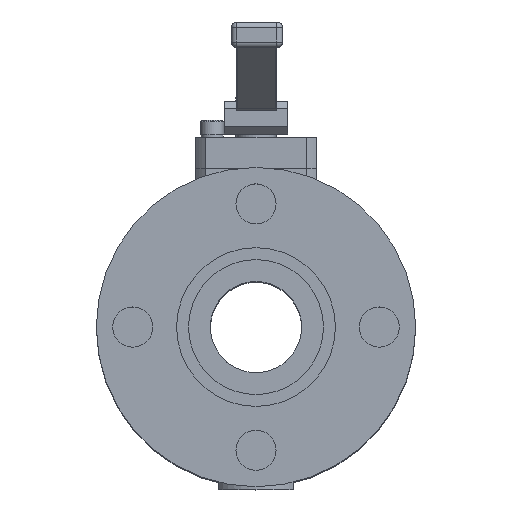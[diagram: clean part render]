
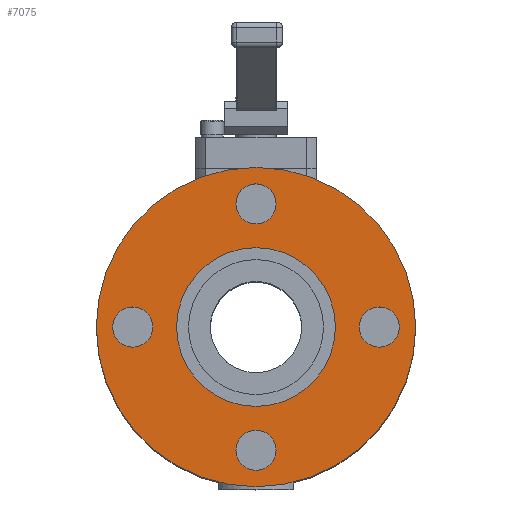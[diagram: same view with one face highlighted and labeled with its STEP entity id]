
A CAD part, top view. The second image highlights one B-rep face of the part: STEP entity #7075.
In plain terms, the highlighted face is planar.
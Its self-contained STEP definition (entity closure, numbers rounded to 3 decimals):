
#7075=ADVANCED_FACE('',(#12200,#12202,#12204,#12206,#12208,#12210),#12212,.F.);
#12200=FACE_BOUND('',#12201,.T.);
#12201=EDGE_LOOP('',(#14664));
#12202=FACE_BOUND('',#12203,.T.);
#12203=EDGE_LOOP('',(#14665));
#12204=FACE_BOUND('',#12205,.T.);
#12205=EDGE_LOOP('',(#14666));
#12206=FACE_BOUND('',#12207,.T.);
#12207=EDGE_LOOP('',(#14667));
#12208=FACE_BOUND('',#12209,.T.);
#12209=EDGE_LOOP('',(#14668));
#12210=FACE_BOUND('',#12211,.T.);
#12211=EDGE_LOOP('',(#14669));
#12212=PLANE('',#12213);
#12213=AXIS2_PLACEMENT_3D('',#12214,#12215,#12216);
#12214=CARTESIAN_POINT('',(21.5,0.,0.));
#12215=DIRECTION('',(-1.,-0.,-0.));
#12216=DIRECTION('',(0.,1.,0.));
#14664=ORIENTED_EDGE('',*,*,#15896,.T.);
#14665=ORIENTED_EDGE('',*,*,#15897,.T.);
#14666=ORIENTED_EDGE('',*,*,#15898,.T.);
#14667=ORIENTED_EDGE('',*,*,#15899,.T.);
#14668=ORIENTED_EDGE('',*,*,#15900,.T.);
#14669=ORIENTED_EDGE('',*,*,#15901,.F.);
#15896=EDGE_CURVE('',#17268,#17268,#17269,.T.);
#15897=EDGE_CURVE('',#17270,#17270,#17271,.F.);
#15898=EDGE_CURVE('',#17272,#17272,#17273,.F.);
#15899=EDGE_CURVE('',#17274,#17274,#17275,.F.);
#15900=EDGE_CURVE('',#17276,#17276,#17277,.F.);
#15901=EDGE_CURVE('',#17278,#17278,#17279,.T.);
#17268=VERTEX_POINT('',#22235);
#17269=CIRCLE('',#22236,87.5);
#17270=VERTEX_POINT('',#22240);
#17271=CIRCLE('',#22241,11.);
#17272=VERTEX_POINT('',#22245);
#17273=CIRCLE('',#22246,11.);
#17274=VERTEX_POINT('',#22250);
#17275=CIRCLE('',#22251,11.);
#17276=VERTEX_POINT('',#22255);
#17277=CIRCLE('',#22256,11.);
#17278=VERTEX_POINT('',#22260);
#17279=CIRCLE('',#22261,43.5);
#22235=CARTESIAN_POINT('',(21.5,87.5,0.));
#22236=AXIS2_PLACEMENT_3D('',#22237,#22238,#22239);
#22237=CARTESIAN_POINT('',(21.5,0.,0.));
#22238=DIRECTION('',(1.,0.,0.));
#22239=DIRECTION('',(0.,1.,0.));
#22240=CARTESIAN_POINT('',(21.5,0.,-78.5));
#22241=AXIS2_PLACEMENT_3D('',#22242,#22243,#22244);
#22242=CARTESIAN_POINT('',(21.5,0.,-67.5));
#22243=DIRECTION('',(1.,0.,0.));
#22244=DIRECTION('',(0.,0.,-1.));
#22245=CARTESIAN_POINT('',(21.5,-67.5,-11.));
#22246=AXIS2_PLACEMENT_3D('',#22247,#22248,#22249);
#22247=CARTESIAN_POINT('',(21.5,-67.5,0.));
#22248=DIRECTION('',(1.,0.,0.));
#22249=DIRECTION('',(0.,0.,-1.));
#22250=CARTESIAN_POINT('',(21.5,0.,56.5));
#22251=AXIS2_PLACEMENT_3D('',#22252,#22253,#22254);
#22252=CARTESIAN_POINT('',(21.5,0.,67.5));
#22253=DIRECTION('',(1.,0.,0.));
#22254=DIRECTION('',(0.,0.,-1.));
#22255=CARTESIAN_POINT('',(21.5,67.5,-11.));
#22256=AXIS2_PLACEMENT_3D('',#22257,#22258,#22259);
#22257=CARTESIAN_POINT('',(21.5,67.5,0.));
#22258=DIRECTION('',(1.,0.,0.));
#22259=DIRECTION('',(0.,0.,-1.));
#22260=CARTESIAN_POINT('',(21.5,43.5,0.));
#22261=AXIS2_PLACEMENT_3D('',#22262,#22263,#22264);
#22262=CARTESIAN_POINT('',(21.5,0.,0.));
#22263=DIRECTION('',(1.,0.,0.));
#22264=DIRECTION('',(0.,1.,0.));
